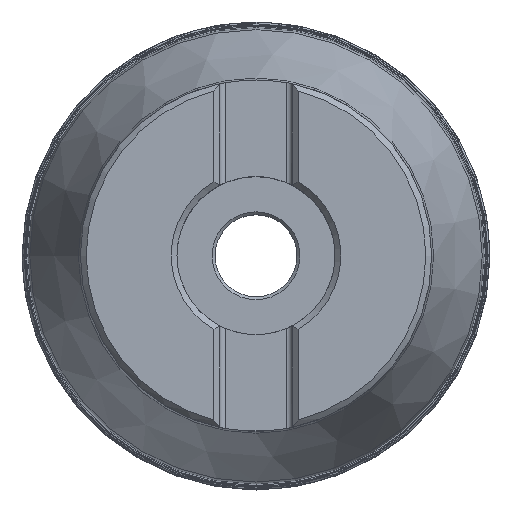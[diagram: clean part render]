
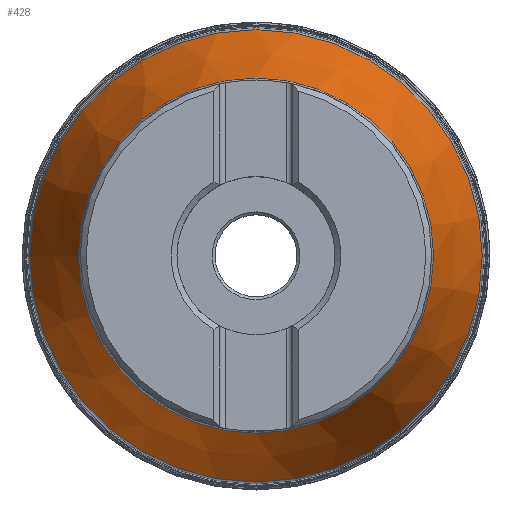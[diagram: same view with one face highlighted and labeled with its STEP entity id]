
A CAD part, top view. The second image highlights one B-rep face of the part: STEP entity #428.
In plain terms, the highlighted conical face has half-angle 20.975 degrees and reference radius 30 mm.
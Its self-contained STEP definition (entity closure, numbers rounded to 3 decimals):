
#231=FACE_BOUND('',#649,.T.);
#232=FACE_BOUND('',#650,.T.);
#270=CONICAL_SURFACE('',#1713,30.,20.975);
#428=ADVANCED_FACE('',(#231,#232),#270,.T.);
#649=EDGE_LOOP('',(#889));
#650=EDGE_LOOP('',(#890));
#784=CIRCLE('',#1711,30.331);
#785=CIRCLE('',#1712,38.638);
#889=ORIENTED_EDGE('',*,*,#1440,.T.);
#890=ORIENTED_EDGE('',*,*,#1441,.T.);
#1315=VERTEX_POINT('',#2319);
#1316=VERTEX_POINT('',#2321);
#1440=EDGE_CURVE('',#1315,#1315,#784,.T.);
#1441=EDGE_CURVE('',#1316,#1316,#785,.T.);
#1711=AXIS2_PLACEMENT_3D('',#2318,#1864,#1865);
#1712=AXIS2_PLACEMENT_3D('',#2320,#1866,#1867);
#1713=AXIS2_PLACEMENT_3D('',#2322,#1868,#1869);
#1864=DIRECTION('',(0.,0.,-1.));
#1865=DIRECTION('',(-1.,0.,0.));
#1866=DIRECTION('',(0.,0.,1.));
#1867=DIRECTION('',(1.,0.,0.));
#1868=DIRECTION('',(0.,0.,-1.));
#1869=DIRECTION('',(-1.,0.,0.));
#2318=CARTESIAN_POINT('',(0.,0.,-11.864));
#2319=CARTESIAN_POINT('',(-30.331,0.,-11.864));
#2320=CARTESIAN_POINT('',(0.,0.,-33.532));
#2321=CARTESIAN_POINT('',(38.638,0.,-33.532));
#2322=CARTESIAN_POINT('',(0.,0.,-11.));
